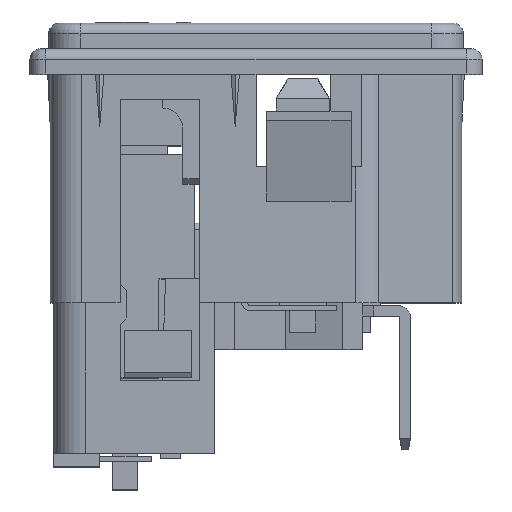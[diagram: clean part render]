
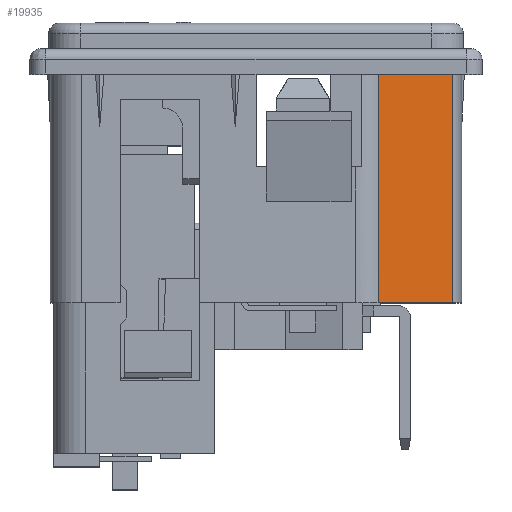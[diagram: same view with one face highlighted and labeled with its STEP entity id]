
A CAD part, top view. The second image highlights one B-rep face of the part: STEP entity #19935.
In plain terms, the highlighted planar face has unit normal (0.707, 0, 0.707).
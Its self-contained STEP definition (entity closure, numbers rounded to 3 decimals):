
#221 = CARTESIAN_POINT ( 'NONE',  ( 8.458, 0., 13.525 ) ) ;
#433 = DIRECTION ( 'NONE',  ( 0.707, 0., -0.707 ) ) ;
#1371 = ORIENTED_EDGE ( 'NONE', *, *, #3731, .F. ) ;
#2459 = CARTESIAN_POINT ( 'NONE',  ( 9.15, 0., 12.834 ) ) ;
#2746 = CARTESIAN_POINT ( 'NONE',  ( 14.739, 0., 7.245 ) ) ;
#3143 = FACE_OUTER_BOUND ( 'NONE', #29062, .T. ) ;
#3731 = EDGE_CURVE ( 'NONE', #37851, #31165, #30500, .T. ) ;
#5216 = DIRECTION ( 'NONE',  ( 0.707, 0., -0.707 ) ) ;
#6141 = CARTESIAN_POINT ( 'NONE',  ( 14.739, 0., 7.245 ) ) ;
#8043 = ORIENTED_EDGE ( 'NONE', *, *, #30530, .F. ) ;
#8418 = CARTESIAN_POINT ( 'NONE',  ( 9.15, 0., 12.834 ) ) ;
#8883 = DIRECTION ( 'NONE',  ( 0., 1., 0. ) ) ;
#10098 = VECTOR ( 'NONE', #31682, 1000. ) ;
#11940 = LINE ( 'NONE', #8418, #25479 ) ;
#13495 = EDGE_CURVE ( 'NONE', #37851, #20938, #11940, .T. ) ;
#13985 = VERTEX_POINT ( 'NONE', #28878 ) ;
#15302 = CARTESIAN_POINT ( 'NONE',  ( 9.15, 0., 12.834 ) ) ;
#16487 = CARTESIAN_POINT ( 'NONE',  ( 9.15, 17.145, 12.834 ) ) ;
#18692 = LINE ( 'NONE', #27847, #24704 ) ;
#18778 = DIRECTION ( 'NONE',  ( 0.707, 0., -0.707 ) ) ;
#18932 = PLANE ( 'NONE',  #39692 ) ;
#19935 = ADVANCED_FACE ( 'NONE', ( #3143 ), #18932, .T. ) ;
#20938 = VERTEX_POINT ( 'NONE', #2746 ) ;
#21261 = ORIENTED_EDGE ( 'NONE', *, *, #13495, .T. ) ;
#22951 = LINE ( 'NONE', #6141, #10098 ) ;
#24704 = VECTOR ( 'NONE', #5216, 1000. ) ;
#25479 = VECTOR ( 'NONE', #18778, 1000. ) ;
#27847 = CARTESIAN_POINT ( 'NONE',  ( 9.15, 17.145, 12.834 ) ) ;
#28873 = DIRECTION ( 'NONE',  ( 0.707, 0., 0.707 ) ) ;
#28878 = CARTESIAN_POINT ( 'NONE',  ( 14.739, 17.145, 7.245 ) ) ;
#29062 = EDGE_LOOP ( 'NONE', ( #1371, #21261, #33163, #8043 ) ) ;
#30500 = LINE ( 'NONE', #2459, #40674 ) ;
#30530 = EDGE_CURVE ( 'NONE', #31165, #13985, #18692, .T. ) ;
#31165 = VERTEX_POINT ( 'NONE', #16487 ) ;
#31682 = DIRECTION ( 'NONE',  ( 0., 1., 0. ) ) ;
#33163 = ORIENTED_EDGE ( 'NONE', *, *, #38060, .T. ) ;
#37851 = VERTEX_POINT ( 'NONE', #15302 ) ;
#38060 = EDGE_CURVE ( 'NONE', #20938, #13985, #22951, .T. ) ;
#39692 = AXIS2_PLACEMENT_3D ( 'NONE', #221, #28873, #433 ) ;
#40674 = VECTOR ( 'NONE', #8883, 1000. ) ;
